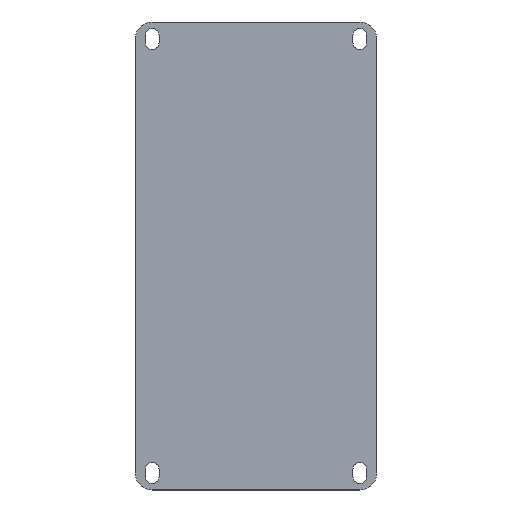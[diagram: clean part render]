
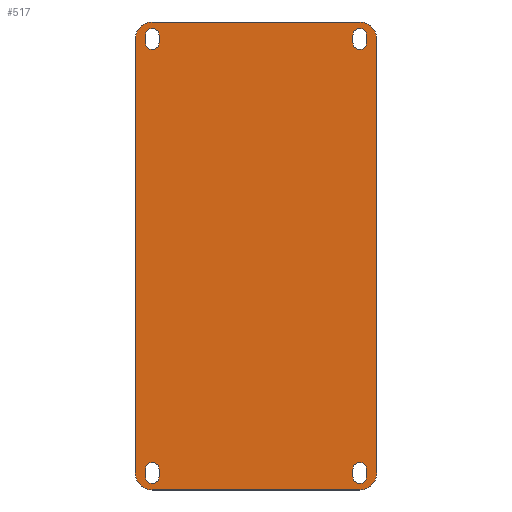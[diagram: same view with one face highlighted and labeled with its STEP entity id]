
A CAD part, top view. The second image highlights one B-rep face of the part: STEP entity #517.
In plain terms, the highlighted planar face has unit normal (0, 0, 1).
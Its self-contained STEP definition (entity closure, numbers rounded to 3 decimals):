
#15=FACE_BOUND('',#110,.T.);
#16=FACE_BOUND('',#111,.T.);
#17=FACE_BOUND('',#112,.T.);
#18=FACE_BOUND('',#113,.T.);
#24=CIRCLE('',#536,1.8);
#26=CIRCLE('',#540,1.8);
#28=CIRCLE('',#543,1.8);
#30=CIRCLE('',#547,1.8);
#32=CIRCLE('',#552,1.8);
#34=CIRCLE('',#556,1.8);
#36=CIRCLE('',#560,1.8);
#38=CIRCLE('',#564,1.8);
#40=CIRCLE('',#568,4.5);
#42=CIRCLE('',#572,4.5);
#44=CIRCLE('',#576,4.5);
#46=CIRCLE('',#580,4.5);
#83=FACE_OUTER_BOUND('',#109,.T.);
#109=EDGE_LOOP('',(#431,#432,#433,#434,#435,#436,#437,#438));
#110=EDGE_LOOP('',(#439,#440,#441,#442));
#111=EDGE_LOOP('',(#443,#444,#445,#446));
#112=EDGE_LOOP('',(#447,#448,#449,#450));
#113=EDGE_LOOP('',(#451,#452,#453,#454));
#121=LINE('',#741,#169);
#125=LINE('',#753,#173);
#130=LINE('',#771,#178);
#134=LINE('',#781,#182);
#137=LINE('',#789,#185);
#141=LINE('',#801,#189);
#145=LINE('',#813,#193);
#149=LINE('',#825,#197);
#153=LINE('',#837,#201);
#157=LINE('',#849,#205);
#161=LINE('',#861,#209);
#165=LINE('',#873,#213);
#169=VECTOR('',#589,10.);
#173=VECTOR('',#601,10.);
#178=VECTOR('',#620,10.);
#182=VECTOR('',#632,10.);
#185=VECTOR('',#637,10.);
#189=VECTOR('',#649,10.);
#193=VECTOR('',#661,10.);
#197=VECTOR('',#673,10.);
#201=VECTOR('',#685,10.);
#205=VECTOR('',#697,10.);
#209=VECTOR('',#709,10.);
#213=VECTOR('',#721,10.);
#217=VERTEX_POINT('',#738);
#218=VERTEX_POINT('',#740);
#220=VERTEX_POINT('',#746);
#222=VERTEX_POINT('',#752);
#225=VERTEX_POINT('',#762);
#226=VERTEX_POINT('',#764);
#228=VERTEX_POINT('',#770);
#230=VERTEX_POINT('',#776);
#233=VERTEX_POINT('',#786);
#234=VERTEX_POINT('',#788);
#236=VERTEX_POINT('',#794);
#238=VERTEX_POINT('',#800);
#241=VERTEX_POINT('',#810);
#242=VERTEX_POINT('',#812);
#244=VERTEX_POINT('',#818);
#246=VERTEX_POINT('',#824);
#249=VERTEX_POINT('',#834);
#250=VERTEX_POINT('',#836);
#252=VERTEX_POINT('',#842);
#254=VERTEX_POINT('',#848);
#256=VERTEX_POINT('',#854);
#258=VERTEX_POINT('',#860);
#260=VERTEX_POINT('',#866);
#262=VERTEX_POINT('',#872);
#265=EDGE_CURVE('',#218,#217,#121,.T.);
#268=EDGE_CURVE('',#220,#218,#24,.T.);
#271=EDGE_CURVE('',#222,#220,#125,.T.);
#274=EDGE_CURVE('',#217,#222,#26,.T.);
#277=EDGE_CURVE('',#226,#225,#28,.T.);
#280=EDGE_CURVE('',#228,#226,#130,.T.);
#283=EDGE_CURVE('',#230,#228,#30,.T.);
#286=EDGE_CURVE('',#225,#230,#134,.T.);
#289=EDGE_CURVE('',#234,#233,#137,.T.);
#292=EDGE_CURVE('',#236,#234,#32,.T.);
#295=EDGE_CURVE('',#238,#236,#141,.T.);
#298=EDGE_CURVE('',#233,#238,#34,.T.);
#301=EDGE_CURVE('',#242,#241,#145,.T.);
#304=EDGE_CURVE('',#244,#242,#36,.T.);
#307=EDGE_CURVE('',#246,#244,#149,.T.);
#310=EDGE_CURVE('',#241,#246,#38,.T.);
#313=EDGE_CURVE('',#250,#249,#153,.T.);
#316=EDGE_CURVE('',#252,#250,#40,.T.);
#319=EDGE_CURVE('',#254,#252,#157,.T.);
#322=EDGE_CURVE('',#256,#254,#42,.T.);
#325=EDGE_CURVE('',#258,#256,#161,.T.);
#328=EDGE_CURVE('',#260,#258,#44,.T.);
#331=EDGE_CURVE('',#262,#260,#165,.T.);
#334=EDGE_CURVE('',#249,#262,#46,.T.);
#431=ORIENTED_EDGE('',*,*,#334,.T.);
#432=ORIENTED_EDGE('',*,*,#331,.T.);
#433=ORIENTED_EDGE('',*,*,#328,.T.);
#434=ORIENTED_EDGE('',*,*,#325,.T.);
#435=ORIENTED_EDGE('',*,*,#322,.T.);
#436=ORIENTED_EDGE('',*,*,#319,.T.);
#437=ORIENTED_EDGE('',*,*,#316,.T.);
#438=ORIENTED_EDGE('',*,*,#313,.T.);
#439=ORIENTED_EDGE('',*,*,#310,.T.);
#440=ORIENTED_EDGE('',*,*,#307,.T.);
#441=ORIENTED_EDGE('',*,*,#304,.T.);
#442=ORIENTED_EDGE('',*,*,#301,.T.);
#443=ORIENTED_EDGE('',*,*,#298,.T.);
#444=ORIENTED_EDGE('',*,*,#295,.T.);
#445=ORIENTED_EDGE('',*,*,#292,.T.);
#446=ORIENTED_EDGE('',*,*,#289,.T.);
#447=ORIENTED_EDGE('',*,*,#286,.T.);
#448=ORIENTED_EDGE('',*,*,#283,.T.);
#449=ORIENTED_EDGE('',*,*,#280,.T.);
#450=ORIENTED_EDGE('',*,*,#277,.T.);
#451=ORIENTED_EDGE('',*,*,#274,.T.);
#452=ORIENTED_EDGE('',*,*,#271,.T.);
#453=ORIENTED_EDGE('',*,*,#268,.T.);
#454=ORIENTED_EDGE('',*,*,#265,.T.);
#491=PLANE('',#581);
#517=ADVANCED_FACE('',(#83,#15,#16,#17,#18),#491,.T.);
#536=AXIS2_PLACEMENT_3D('',#747,#595,#596);
#540=AXIS2_PLACEMENT_3D('',#757,#607,#608);
#543=AXIS2_PLACEMENT_3D('',#765,#614,#615);
#547=AXIS2_PLACEMENT_3D('',#777,#626,#627);
#552=AXIS2_PLACEMENT_3D('',#795,#643,#644);
#556=AXIS2_PLACEMENT_3D('',#805,#655,#656);
#560=AXIS2_PLACEMENT_3D('',#819,#667,#668);
#564=AXIS2_PLACEMENT_3D('',#829,#679,#680);
#568=AXIS2_PLACEMENT_3D('',#843,#691,#692);
#572=AXIS2_PLACEMENT_3D('',#855,#703,#704);
#576=AXIS2_PLACEMENT_3D('',#867,#715,#716);
#580=AXIS2_PLACEMENT_3D('',#877,#727,#728);
#581=AXIS2_PLACEMENT_3D('',#878,#729,#730);
#589=DIRECTION('',(0.,-1.,0.));
#595=DIRECTION('center_axis',(0.,0.,-1.));
#596=DIRECTION('ref_axis',(1.,0.,0.));
#601=DIRECTION('',(0.,1.,0.));
#607=DIRECTION('center_axis',(0.,0.,-1.));
#608=DIRECTION('ref_axis',(-1.,0.,0.));
#614=DIRECTION('center_axis',(0.,0.,-1.));
#615=DIRECTION('ref_axis',(1.,0.,0.));
#620=DIRECTION('',(0.,1.,0.));
#626=DIRECTION('center_axis',(0.,0.,-1.));
#627=DIRECTION('ref_axis',(-1.,0.,0.));
#632=DIRECTION('',(0.,-1.,0.));
#637=DIRECTION('',(0.,-1.,0.));
#643=DIRECTION('center_axis',(0.,0.,-1.));
#644=DIRECTION('ref_axis',(1.,0.,0.));
#649=DIRECTION('',(0.,1.,0.));
#655=DIRECTION('center_axis',(0.,0.,-1.));
#656=DIRECTION('ref_axis',(-1.,0.,0.));
#661=DIRECTION('',(0.,1.,0.));
#667=DIRECTION('center_axis',(0.,0.,-1.));
#668=DIRECTION('ref_axis',(-1.,0.,0.));
#673=DIRECTION('',(0.,-1.,0.));
#679=DIRECTION('center_axis',(0.,0.,-1.));
#680=DIRECTION('ref_axis',(1.,0.,0.));
#685=DIRECTION('',(1.,0.,0.));
#691=DIRECTION('center_axis',(0.,0.,1.));
#692=DIRECTION('ref_axis',(-1.,0.,0.));
#697=DIRECTION('',(0.,-1.,0.));
#703=DIRECTION('center_axis',(0.,0.,1.));
#704=DIRECTION('ref_axis',(0.,1.,0.));
#709=DIRECTION('',(-1.,0.,0.));
#715=DIRECTION('center_axis',(0.,0.,1.));
#716=DIRECTION('ref_axis',(1.,0.,0.));
#721=DIRECTION('',(0.,1.,0.));
#727=DIRECTION('center_axis',(0.,0.,1.));
#728=DIRECTION('ref_axis',(0.,-1.,0.));
#729=DIRECTION('center_axis',(0.,0.,1.));
#730=DIRECTION('ref_axis',(1.,0.,0.));
#738=CARTESIAN_POINT('',(-8.2,19.,11.));
#740=CARTESIAN_POINT('',(-8.2,21.,11.));
#741=CARTESIAN_POINT('',(-8.2,21.,11.));
#746=CARTESIAN_POINT('',(-11.8,21.,11.));
#747=CARTESIAN_POINT('Origin',(-10.,21.,11.));
#752=CARTESIAN_POINT('',(-11.8,19.,11.));
#753=CARTESIAN_POINT('',(-11.8,19.,11.));
#757=CARTESIAN_POINT('Origin',(-10.,19.,11.));
#762=CARTESIAN_POINT('',(-8.2,136.,11.));
#764=CARTESIAN_POINT('',(-11.8,136.,11.));
#765=CARTESIAN_POINT('Origin',(-10.,136.,11.));
#770=CARTESIAN_POINT('',(-11.8,134.,11.));
#771=CARTESIAN_POINT('',(-11.8,136.,11.));
#776=CARTESIAN_POINT('',(-8.2,134.,11.));
#777=CARTESIAN_POINT('Origin',(-10.,134.,11.));
#781=CARTESIAN_POINT('',(-8.2,134.,11.));
#786=CARTESIAN_POINT('',(-63.2,19.,11.));
#788=CARTESIAN_POINT('',(-63.2,21.,11.));
#789=CARTESIAN_POINT('',(-63.2,21.,11.));
#794=CARTESIAN_POINT('',(-66.8,21.,11.));
#795=CARTESIAN_POINT('Origin',(-65.,21.,11.));
#800=CARTESIAN_POINT('',(-66.8,19.,11.));
#801=CARTESIAN_POINT('',(-66.8,19.,11.));
#805=CARTESIAN_POINT('Origin',(-65.,19.,11.));
#810=CARTESIAN_POINT('',(-66.8,136.,11.));
#812=CARTESIAN_POINT('',(-66.8,134.,11.));
#813=CARTESIAN_POINT('',(-66.8,136.,11.));
#818=CARTESIAN_POINT('',(-63.2,134.,11.));
#819=CARTESIAN_POINT('Origin',(-65.,134.,11.));
#824=CARTESIAN_POINT('',(-63.2,136.,11.));
#825=CARTESIAN_POINT('',(-63.2,134.,11.));
#829=CARTESIAN_POINT('Origin',(-65.,136.,11.));
#834=CARTESIAN_POINT('',(-10.,15.5,11.));
#836=CARTESIAN_POINT('',(-65.,15.5,11.));
#837=CARTESIAN_POINT('',(-10.,15.5,11.));
#842=CARTESIAN_POINT('',(-69.5,20.,11.));
#843=CARTESIAN_POINT('Origin',(-65.,20.,11.));
#848=CARTESIAN_POINT('',(-69.5,135.,11.));
#849=CARTESIAN_POINT('',(-69.5,20.,11.));
#854=CARTESIAN_POINT('',(-65.,139.5,11.));
#855=CARTESIAN_POINT('Origin',(-65.,135.,11.));
#860=CARTESIAN_POINT('',(-10.,139.5,11.));
#861=CARTESIAN_POINT('',(-10.,139.5,11.));
#866=CARTESIAN_POINT('',(-5.5,135.,11.));
#867=CARTESIAN_POINT('Origin',(-10.,135.,11.));
#872=CARTESIAN_POINT('',(-5.5,20.,11.));
#873=CARTESIAN_POINT('',(-5.5,135.,11.));
#877=CARTESIAN_POINT('Origin',(-10.,20.,11.));
#878=CARTESIAN_POINT('Origin',(-37.5,77.5,11.));
